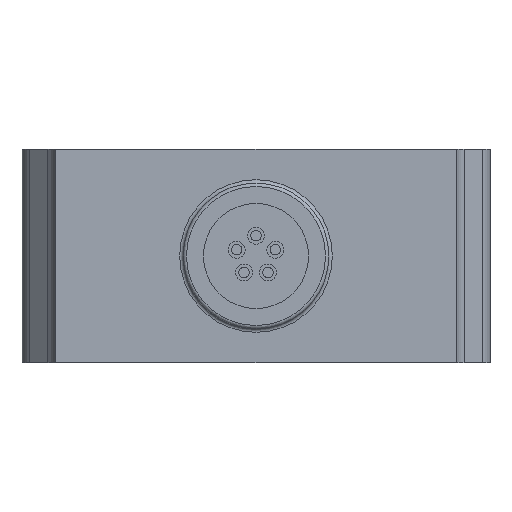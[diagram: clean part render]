
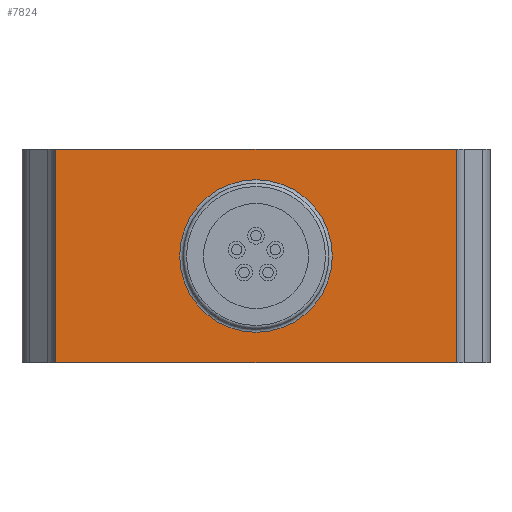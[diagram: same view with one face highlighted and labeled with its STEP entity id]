
A CAD part, front view. The second image highlights one B-rep face of the part: STEP entity #7824.
In plain terms, the highlighted planar face has unit normal (0, -1, 0).
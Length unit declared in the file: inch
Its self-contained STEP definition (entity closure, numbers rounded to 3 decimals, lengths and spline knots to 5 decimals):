
#1014 = DIRECTION ( 'NONE',  ( 0., 0., -1. ) ) ;
#1338 = DIRECTION ( 'NONE',  ( 0., 0., -1. ) ) ;
#1494 = CARTESIAN_POINT ( 'NONE',  ( -0.59, -1.20438, 0.315 ) ) ;
#1510 = CIRCLE ( 'NONE', #3231, 0.225 ) ;
#2051 = ORIENTED_EDGE ( 'NONE', *, *, #4572, .T. ) ;
#2585 = CARTESIAN_POINT ( 'NONE',  ( -0.59, -1.20438, 0.315 ) ) ;
#2800 = EDGE_LOOP ( 'NONE', ( #5967 ) ) ;
#2878 = VERTEX_POINT ( 'NONE', #8222 ) ;
#3010 = LINE ( 'NONE', #5196, #5889 ) ;
#3044 = ORIENTED_EDGE ( 'NONE', *, *, #5293, .F. ) ;
#3085 = ORIENTED_EDGE ( 'NONE', *, *, #3141, .F. ) ;
#3141 = EDGE_CURVE ( 'NONE', #4070, #7170, #4690, .T. ) ;
#3231 = AXIS2_PLACEMENT_3D ( 'NONE', #8021, #5173, #5219 ) ;
#3557 = VERTEX_POINT ( 'NONE', #6530 ) ;
#3567 = LINE ( 'NONE', #4344, #8032 ) ;
#3574 = CARTESIAN_POINT ( 'NONE',  ( -0.59, -1.20438, 0.315 ) ) ;
#4070 = VERTEX_POINT ( 'NONE', #1494 ) ;
#4296 = DIRECTION ( 'NONE',  ( 0., 1., 0. ) ) ;
#4344 = CARTESIAN_POINT ( 'NONE',  ( -0.59, -1.20438, -0.315 ) ) ;
#4460 = VECTOR ( 'NONE', #1014, 39.37008 ) ;
#4544 = ORIENTED_EDGE ( 'NONE', *, *, #8759, .T. ) ;
#4572 = EDGE_CURVE ( 'NONE', #4070, #4891, #8403, .T. ) ;
#4690 = LINE ( 'NONE', #2585, #8853 ) ;
#4891 = VERTEX_POINT ( 'NONE', #7527 ) ;
#5173 = DIRECTION ( 'NONE',  ( 0., 1., 0. ) ) ;
#5196 = CARTESIAN_POINT ( 'NONE',  ( 0.59, -1.20438, 0.315 ) ) ;
#5219 = DIRECTION ( 'NONE',  ( 0., 0., 1. ) ) ;
#5293 = EDGE_CURVE ( 'NONE', #7170, #2878, #3010, .T. ) ;
#5423 = EDGE_LOOP ( 'NONE', ( #4544, #3044, #3085, #2051 ) ) ;
#5606 = CARTESIAN_POINT ( 'NONE',  ( -0.59, -1.20438, 0.315 ) ) ;
#5889 = VECTOR ( 'NONE', #1338, 39.37008 ) ;
#5967 = ORIENTED_EDGE ( 'NONE', *, *, #6836, .T. ) ;
#6160 = FACE_BOUND ( 'NONE', #2800, .T. ) ;
#6401 = FACE_OUTER_BOUND ( 'NONE', #5423, .T. ) ;
#6429 = CARTESIAN_POINT ( 'NONE',  ( 0.59, -1.20438, 0.315 ) ) ;
#6441 = DIRECTION ( 'NONE',  ( 1., 0., 0. ) ) ;
#6530 = CARTESIAN_POINT ( 'NONE',  ( 0., -1.20438, 0.225 ) ) ;
#6836 = EDGE_CURVE ( 'NONE', #3557, #3557, #1510, .T. ) ;
#7170 = VERTEX_POINT ( 'NONE', #6429 ) ;
#7527 = CARTESIAN_POINT ( 'NONE',  ( -0.59, -1.20438, -0.315 ) ) ;
#7643 = DIRECTION ( 'NONE',  ( 1., 0., 0. ) ) ;
#7824 = ADVANCED_FACE ( 'NONE', ( #6160, #6401 ), #9287, .F. ) ;
#8021 = CARTESIAN_POINT ( 'NONE',  ( 0., -1.20438, 0. ) ) ;
#8032 = VECTOR ( 'NONE', #6441, 39.37008 ) ;
#8222 = CARTESIAN_POINT ( 'NONE',  ( 0.59, -1.20438, -0.315 ) ) ;
#8403 = LINE ( 'NONE', #5606, #4460 ) ;
#8702 = DIRECTION ( 'NONE',  ( 0., 0., 1. ) ) ;
#8759 = EDGE_CURVE ( 'NONE', #4891, #2878, #3567, .T. ) ;
#8853 = VECTOR ( 'NONE', #7643, 39.37008 ) ;
#9287 = PLANE ( 'NONE',  #9576 ) ;
#9576 = AXIS2_PLACEMENT_3D ( 'NONE', #3574, #4296, #8702 ) ;
